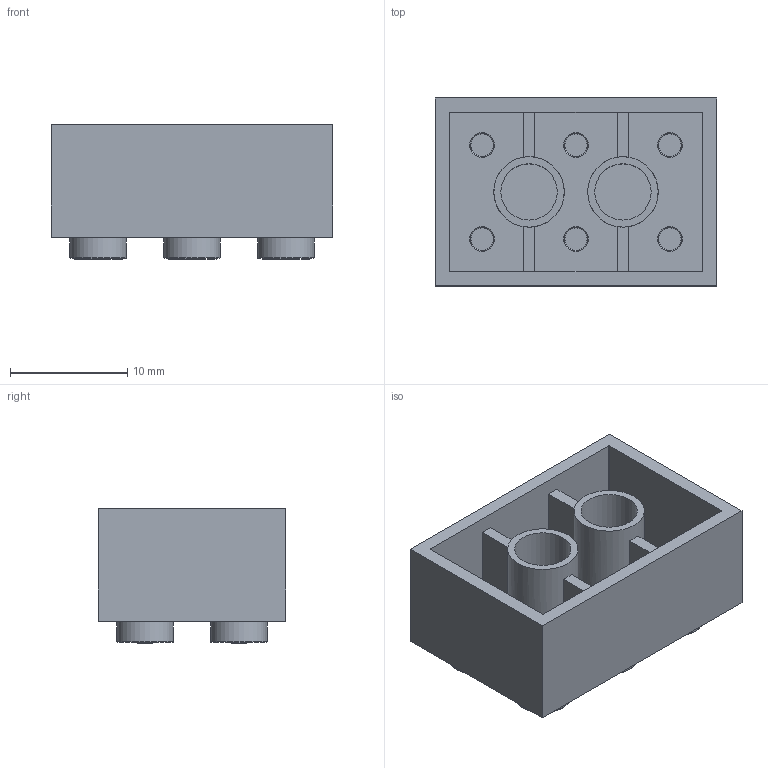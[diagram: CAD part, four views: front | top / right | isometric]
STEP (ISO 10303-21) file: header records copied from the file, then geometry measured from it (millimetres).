
FILE_DESCRIPTION(/* description */ ('STEP AP242','CAx-IF Rec.Pracs.---Representation and Presentation of Product Manufacturing Information (PMI)---4.0---2014-10-13','CAx-IF Rec.Pracs.---3D Tessellated Geometry---0.4---2014-09-14','2;1'),/* implementation_level */ '2;1');
FILE_NAME(/* name */ '669882bdd470d51ad9fe2db0',/* time_stamp */ '2024-07-18T02:49:34Z',/* author */ (''),/* organization */ (''),/* preprocessor_version */ 'ST-DEVELOPER v20',/* originating_system */ ' ',/* authorisation */ ' ');
FILE_SCHEMA (('AP242_MANAGED_MODEL_BASED_3D_ENGINEERING_MIM_LF { 1 0 10303 442 1 1 4 }'));
Length unit declared in the file: metre
Products named in the file (1): Part 1
Bounding box: 24 x 16 x 11.5 mm (x, y, z)
Volume: 1674.6 mm3; surface area: 3062 mm2
Topology: 1 solids, 1 shells, 487 faces, 1300 edges, 856 vertices
Faces by surface type: bspline 216, plane 215, cylinder 28, torus 24, sphere 4
Full cylindrical faces by diameter (mm): 2 x6, 4.8 x8, 6 x2
Entity records: 15424 total; most frequent: CARTESIAN_POINT 4948, ORIENTED_EDGE 2484, DIRECTION 1440, EDGE_CURVE 1242, VERTEX_POINT 842, LINE 724, VECTOR 724, EDGE_LOOP 572
